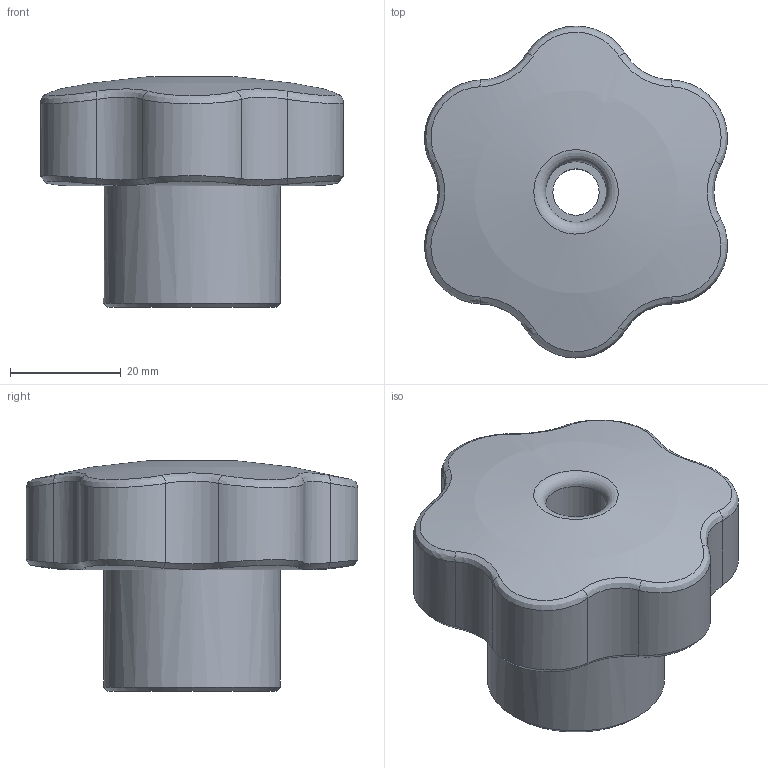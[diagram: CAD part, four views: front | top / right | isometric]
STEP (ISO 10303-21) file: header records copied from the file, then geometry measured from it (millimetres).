
FILE_DESCRIPTION( ( 'Unknown' ), '1' );
FILE_NAME( '6114075_VB70_FP_M10.stp', 'Unknown', ( 'Unknown' ), ( 'Unknown' ), 'PSStep 11.0', 'Unknown', ' ' );
FILE_SCHEMA( ( 'AUTOMOTIVE_DESIGN { 1 0 10303 214 1 1 1 1 }' ) );
Length unit declared in the file: millimetre
Products named in the file (1): 6114075
Bounding box: 54.77 x 60 x 41.75 mm (x, y, z)
Volume: 51802.3 mm3; surface area: 14300.3 mm2
Topology: 1 solids, 1 shells, 73 faces, 221 edges, 138 vertices
Faces by surface type: plane 26, bspline 25, cylinder 15, torus 3, cone 3, sphere 1
Full cylindrical faces by diameter (mm): 8.376 x1, 11 x1, 32 x1
Entity records: 7465 total; most frequent: CARTESIAN_POINT 5201, ORIENTED_EDGE 404, DIRECTION 262, EDGE_CURVE 202, VERTEX_POINT 130, AXIS2_PLACEMENT_3D 107, B_SPLINE_CURVE_WITH_KNOTS 96, EDGE_LOOP 86
